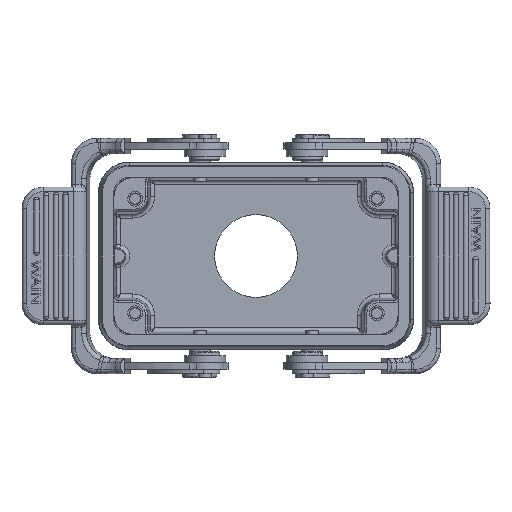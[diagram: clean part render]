
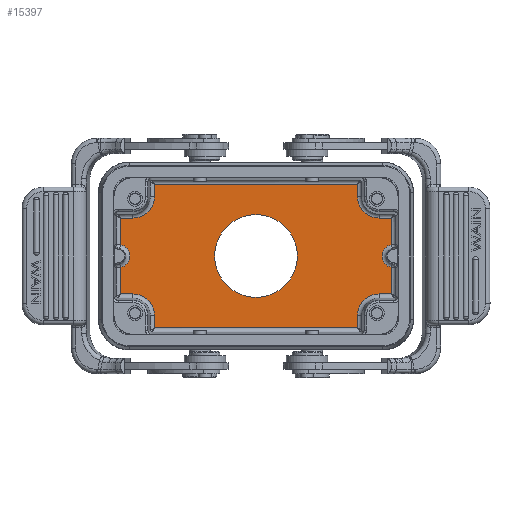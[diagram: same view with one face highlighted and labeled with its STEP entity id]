
A CAD part, front view. The second image highlights one B-rep face of the part: STEP entity #15397.
In plain terms, the highlighted planar face has unit normal (0, -1, 0).
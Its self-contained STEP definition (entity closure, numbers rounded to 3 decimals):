
#9722=PLANE('',#34365);
#11243=LINE('',#47388,#13464);
#11244=LINE('',#47457,#13465);
#11247=LINE('',#47488,#13468);
#11249=LINE('',#47555,#13470);
#11250=LINE('',#47618,#13471);
#11253=LINE('',#47648,#13474);
#11278=LINE('',#47959,#13499);
#11281=LINE('',#48034,#13502);
#11292=LINE('',#48097,#13513);
#11294=LINE('',#48162,#13515);
#11295=LINE('',#48225,#13516);
#11298=LINE('',#48255,#13519);
#11317=LINE('',#48429,#13538);
#11318=LINE('',#48433,#13539);
#13464=VECTOR('',#38399,1.);
#13465=VECTOR('',#38406,1.);
#13468=VECTOR('',#38417,1.);
#13470=VECTOR('',#38423,1.);
#13471=VECTOR('',#38430,1.);
#13474=VECTOR('',#38441,1.);
#13499=VECTOR('',#38602,1.);
#13502=VECTOR('',#38615,1.);
#13513=VECTOR('',#38664,1.);
#13515=VECTOR('',#38668,1.);
#13516=VECTOR('',#38675,1.);
#13519=VECTOR('',#38686,1.);
#13538=VECTOR('',#38767,1.);
#13539=VECTOR('',#38772,1.);
#15397=ADVANCED_FACE('',(#16834,#16835),#9722,.T.);
#16834=FACE_BOUND('',#17824,.T.);
#16835=FACE_BOUND('',#17825,.T.);
#17824=EDGE_LOOP('',(#21653));
#17825=EDGE_LOOP('',(#21654,#21655,#21656,#21657,#21658,#21659,#21660,#21661,
#21662,#21663,#21664,#21665,#21666,#21667,#21668,#21669,#21670,#21671,#21672,
#21673));
#21653=ORIENTED_EDGE('',*,*,#30138,.F.);
#21654=ORIENTED_EDGE('',*,*,#30185,.T.);
#21655=ORIENTED_EDGE('',*,*,#30189,.F.);
#21656=ORIENTED_EDGE('',*,*,#30192,.T.);
#21657=ORIENTED_EDGE('',*,*,#30197,.T.);
#21658=ORIENTED_EDGE('',*,*,#30201,.T.);
#21659=ORIENTED_EDGE('',*,*,#30205,.F.);
#21660=ORIENTED_EDGE('',*,*,#30208,.T.);
#21661=ORIENTED_EDGE('',*,*,#30180,.T.);
#21662=ORIENTED_EDGE('',*,*,#30366,.F.);
#21663=ORIENTED_EDGE('',*,*,#30367,.T.);
#21664=ORIENTED_EDGE('',*,*,#30286,.T.);
#21665=ORIENTED_EDGE('',*,*,#30290,.F.);
#21666=ORIENTED_EDGE('',*,*,#30309,.T.);
#21667=ORIENTED_EDGE('',*,*,#30313,.T.);
#21668=ORIENTED_EDGE('',*,*,#30317,.T.);
#21669=ORIENTED_EDGE('',*,*,#30321,.F.);
#21670=ORIENTED_EDGE('',*,*,#30324,.T.);
#21671=ORIENTED_EDGE('',*,*,#30278,.T.);
#21672=ORIENTED_EDGE('',*,*,#30273,.F.);
#21673=ORIENTED_EDGE('',*,*,#30365,.T.);
#27287=VERTEX_POINT('',#47246);
#27318=VERTEX_POINT('',#47382);
#27321=VERTEX_POINT('',#47387);
#27324=VERTEX_POINT('',#47397);
#27326=VERTEX_POINT('',#47456);
#27328=VERTEX_POINT('',#47478);
#27330=VERTEX_POINT('',#47487);
#27333=VERTEX_POINT('',#47554);
#27336=VERTEX_POINT('',#47617);
#27338=VERTEX_POINT('',#47639);
#27378=VERTEX_POINT('',#47943);
#27379=VERTEX_POINT('',#47947);
#27380=VERTEX_POINT('',#47956);
#27386=VERTEX_POINT('',#47974);
#27388=VERTEX_POINT('',#48033);
#27390=VERTEX_POINT('',#48055);
#27401=VERTEX_POINT('',#48096);
#27403=VERTEX_POINT('',#48161);
#27406=VERTEX_POINT('',#48224);
#27408=VERTEX_POINT('',#48246);
#27434=VERTEX_POINT('',#48432);
#30138=EDGE_CURVE('',#27287,#27287,#32745,.T.);
#30180=EDGE_CURVE('',#27318,#27321,#11243,.T.);
#30185=EDGE_CURVE('',#27324,#27326,#11244,.T.);
#30189=EDGE_CURVE('',#27328,#27326,#32765,.T.);
#30192=EDGE_CURVE('',#27328,#27330,#11247,.T.);
#30197=EDGE_CURVE('',#27330,#27333,#11249,.T.);
#30201=EDGE_CURVE('',#27333,#27336,#11250,.T.);
#30205=EDGE_CURVE('',#27338,#27336,#32770,.T.);
#30208=EDGE_CURVE('',#27338,#27318,#11253,.T.);
#30273=EDGE_CURVE('',#27378,#27379,#32797,.T.);
#30278=EDGE_CURVE('',#27380,#27379,#11278,.T.);
#30286=EDGE_CURVE('',#27386,#27388,#11281,.T.);
#30290=EDGE_CURVE('',#27390,#27388,#32804,.T.);
#30309=EDGE_CURVE('',#27390,#27401,#11292,.T.);
#30313=EDGE_CURVE('',#27401,#27403,#11294,.T.);
#30317=EDGE_CURVE('',#27403,#27406,#11295,.T.);
#30321=EDGE_CURVE('',#27408,#27406,#32816,.T.);
#30324=EDGE_CURVE('',#27408,#27380,#11298,.T.);
#30365=EDGE_CURVE('',#27378,#27324,#11317,.T.);
#30366=EDGE_CURVE('',#27434,#27321,#32830,.T.);
#30367=EDGE_CURVE('',#27434,#27386,#11318,.T.);
#32745=CIRCLE('',#34181,9.75);
#32765=CIRCLE('',#34221,5.053);
#32770=CIRCLE('',#34230,5.053);
#32797=CIRCLE('',#34295,2.772);
#32804=CIRCLE('',#34307,5.053);
#32816=CIRCLE('',#34330,5.053);
#32830=CIRCLE('',#34364,2.772);
#34181=AXIS2_PLACEMENT_3D('',#47245,#38316,#38317);
#34221=AXIS2_PLACEMENT_3D('',#47479,#38412,#38413);
#34230=AXIS2_PLACEMENT_3D('',#47640,#38436,#38437);
#34295=AXIS2_PLACEMENT_3D('',#47946,#38591,#38592);
#34307=AXIS2_PLACEMENT_3D('',#48056,#38621,#38622);
#34330=AXIS2_PLACEMENT_3D('',#48247,#38681,#38682);
#34364=AXIS2_PLACEMENT_3D('',#48431,#38770,#38771);
#34365=AXIS2_PLACEMENT_3D('',#48434,#38773,#38774);
#38316=DIRECTION('',(0.,-1.,0.));
#38317=DIRECTION('',(0.,0.,-1.));
#38399=DIRECTION('',(0.,0.,-1.));
#38406=DIRECTION('',(-1.,0.,0.));
#38412=DIRECTION('',(0.,-1.,0.));
#38413=DIRECTION('',(0.,0.,-1.));
#38417=DIRECTION('',(0.,0.,1.));
#38423=DIRECTION('',(-1.,0.,0.));
#38430=DIRECTION('',(0.,0.,-1.));
#38436=DIRECTION('',(0.,-1.,0.));
#38437=DIRECTION('',(0.,0.,-1.));
#38441=DIRECTION('',(-1.,0.,0.));
#38591=DIRECTION('',(0.,-1.,0.));
#38592=DIRECTION('',(0.,0.,-1.));
#38602=DIRECTION('',(0.,0.,1.));
#38615=DIRECTION('',(1.,0.,0.));
#38621=DIRECTION('',(0.,-1.,0.));
#38622=DIRECTION('',(0.,0.,-1.));
#38664=DIRECTION('',(0.,0.,-1.));
#38668=DIRECTION('',(1.,0.,0.));
#38675=DIRECTION('',(0.,0.,1.));
#38681=DIRECTION('',(0.,-1.,0.));
#38682=DIRECTION('',(0.,0.,-1.));
#38686=DIRECTION('',(1.,0.,0.));
#38767=DIRECTION('',(0.,0.,1.));
#38770=DIRECTION('',(0.,-1.,0.));
#38771=DIRECTION('',(0.,0.,-1.));
#38772=DIRECTION('',(0.,0.,-1.));
#38773=DIRECTION('',(0.,-1.,0.));
#38774=DIRECTION('',(0.,0.,-1.));
#47245=CARTESIAN_POINT('',(0.,19.35,0.));
#47246=CARTESIAN_POINT('',(0.,19.35,-9.75));
#47382=CARTESIAN_POINT('',(-31.947,19.35,8.947));
#47387=CARTESIAN_POINT('',(-31.947,19.35,2.717));
#47388=CARTESIAN_POINT('',(-31.947,19.35,-21.5));
#47397=CARTESIAN_POINT('',(31.947,19.35,8.947));
#47456=CARTESIAN_POINT('',(29.,19.35,8.947));
#47457=CARTESIAN_POINT('',(0.,19.35,8.947));
#47478=CARTESIAN_POINT('',(23.947,19.35,14.));
#47479=CARTESIAN_POINT('',(29.,19.35,14.));
#47487=CARTESIAN_POINT('',(23.947,19.35,16.947));
#47488=CARTESIAN_POINT('',(23.947,19.35,-21.5));
#47554=CARTESIAN_POINT('',(-23.947,19.35,16.947));
#47555=CARTESIAN_POINT('',(0.,19.35,16.947));
#47617=CARTESIAN_POINT('',(-23.947,19.35,14.));
#47618=CARTESIAN_POINT('',(-23.947,19.35,-21.5));
#47639=CARTESIAN_POINT('',(-29.,19.35,8.947));
#47640=CARTESIAN_POINT('',(-29.,19.35,14.));
#47648=CARTESIAN_POINT('',(0.,19.35,8.947));
#47943=CARTESIAN_POINT('',(31.947,19.35,2.717));
#47946=CARTESIAN_POINT('',(32.5,19.35,0.));
#47947=CARTESIAN_POINT('',(31.947,19.35,-2.717));
#47956=CARTESIAN_POINT('',(31.947,19.35,-8.947));
#47959=CARTESIAN_POINT('',(31.947,19.35,-21.5));
#47974=CARTESIAN_POINT('',(-31.947,19.35,-8.947));
#48033=CARTESIAN_POINT('',(-29.,19.35,-8.947));
#48034=CARTESIAN_POINT('',(0.,19.35,-8.947));
#48055=CARTESIAN_POINT('',(-23.947,19.35,-14.));
#48056=CARTESIAN_POINT('',(-29.,19.35,-14.));
#48096=CARTESIAN_POINT('',(-23.947,19.35,-16.947));
#48097=CARTESIAN_POINT('',(-23.947,19.35,-21.5));
#48161=CARTESIAN_POINT('',(23.947,19.35,-16.947));
#48162=CARTESIAN_POINT('',(0.,19.35,-16.947));
#48224=CARTESIAN_POINT('',(23.947,19.35,-14.));
#48225=CARTESIAN_POINT('',(23.947,19.35,-21.5));
#48246=CARTESIAN_POINT('',(29.,19.35,-8.947));
#48247=CARTESIAN_POINT('',(29.,19.35,-14.));
#48255=CARTESIAN_POINT('',(0.,19.35,-8.947));
#48429=CARTESIAN_POINT('',(31.947,19.35,-21.5));
#48431=CARTESIAN_POINT('',(-32.5,19.35,0.));
#48432=CARTESIAN_POINT('',(-31.947,19.35,-2.717));
#48433=CARTESIAN_POINT('',(-31.947,19.35,-21.5));
#48434=CARTESIAN_POINT('',(0.,19.35,-21.5));
